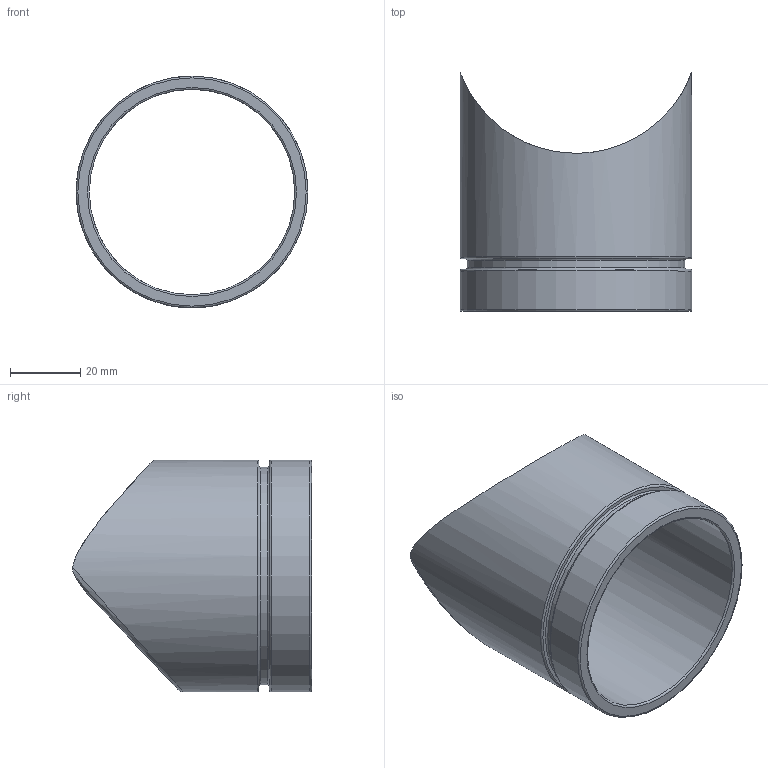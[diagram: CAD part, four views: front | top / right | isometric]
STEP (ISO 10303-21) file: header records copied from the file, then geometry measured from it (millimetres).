
FILE_DESCRIPTION(/* description */ (''),/* implementation_level */ '2;1');
FILE_NAME(/* name */ 'ex-vent v20 tubecut.step',/* time_stamp */ '2024-01-23T14:07:57-08:00',/* author */ (''),/* organization */ (''),/* preprocessor_version */ 'ST-DEVELOPER v20',/* originating_system */ 'Autodesk Translation Framework v12.14.0.127',/* authorisation */ '');
FILE_SCHEMA (('AUTOMOTIVE_DESIGN { 1 0 10303 214 3 1 1 }'));
Length unit declared in the file: millimetre
Products named in the file (1): ex-vent
Bounding box: 66 x 68.11 x 66 mm (x, y, z)
Volume: 36318.5 mm3; surface area: 22186.6 mm2
Topology: 1 solids, 1 shells, 17 faces, 42 edges, 28 vertices
Faces by surface type: torus 6, cylinder 5, bspline 3, plane 3
Full cylindrical faces by diameter (mm): 58.5 x1, 62 x1, 66 x2
Entity records: 848 total; most frequent: CARTESIAN_POINT 398, DIRECTION 94, ORIENTED_EDGE 84, AXIS2_PLACEMENT_3D 45, EDGE_CURVE 42, VERTEX_POINT 28, CIRCLE 25, EDGE_LOOP 20
